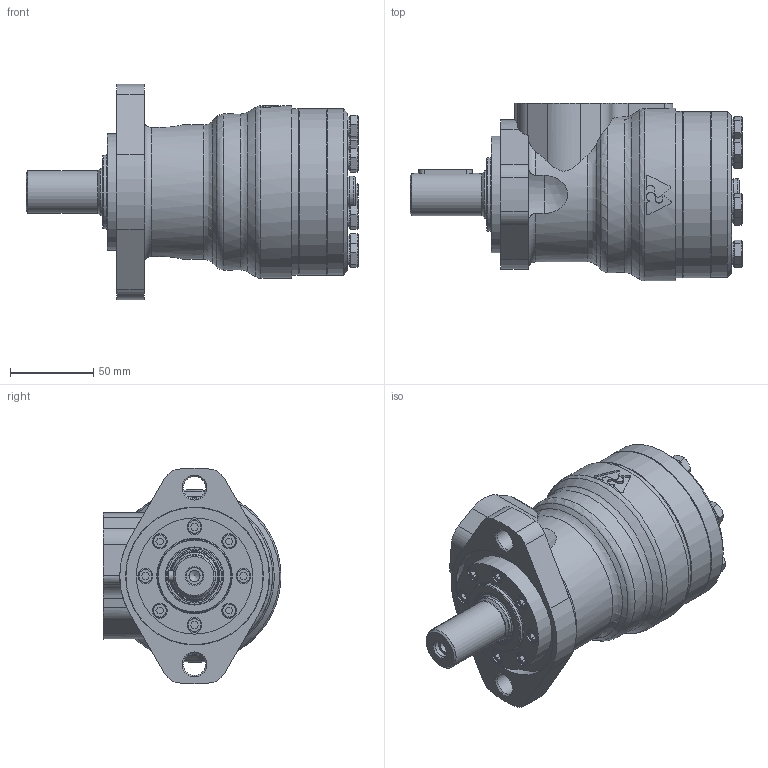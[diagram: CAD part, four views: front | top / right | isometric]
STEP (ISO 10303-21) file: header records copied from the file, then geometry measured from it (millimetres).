
FILE_DESCRIPTION(/* description */ ('STEP AP214'),/* implementation_level */ '2;1');
FILE_NAME(/* name */ 'MR100COUP',/* time_stamp */ '2023-02-13T14:06:35+01:00',/* author */ ('License CC BY-ND 4.0'),/* organization */ ('CADENAS'),/* preprocessor_version */ 'ST-DEVELOPER v18.102',/* originating_system */ 'PARTsolutions',/* authorisation */ ' ');
FILE_SCHEMA (('AUTOMOTIVE_DESIGN {1 0 10303 214 3 1 1}'));
Length unit declared in the file: millimetre
Products named in the file (7): MR100COUP; MRF; MR100D; MRVP; MPQUMF; MPCOSH; MRB
Assembly tree (6 placements, depth 2):
  MR100COUP
    MRF
    MR100D
    MRVP
    MPQUMF
    MPCOSH
    MRB
Bounding box: 199.8 x 107 x 129.82 mm (x, y, z)
Volume: 1062233.9 mm3; surface area: 142190.1 mm2
Topology: 6 solids, 6 shells, 416 faces, 941 edges, 587 vertices
Faces by surface type: plane 229, cylinder 91, cone 74, torus 20, sphere 2
Full cylindrical faces by diameter (mm): 2 x2, 6.647 x5, 7 x1, 8.5 x8, 9 x8, 10 x1, 11.9 x7, 13 x7, 13.35 x2, 18 x1, 18.631 x2, 19 x1, 25.4 x1, 28.56 x1, 29 x1, 32.6 x1, 35 x1, 44.4 x1, 70 x1, 82.55 x1, 100 x3, 104 x1
Entity records: 11270 total; most frequent: CARTESIAN_POINT 2351, DIRECTION 1819, ORIENTED_EDGE 1630, EDGE_CURVE 815, AXIS2_PLACEMENT_3D 725, FACE_BOUND 582, EDGE_LOOP 572, VERTEX_POINT 571
